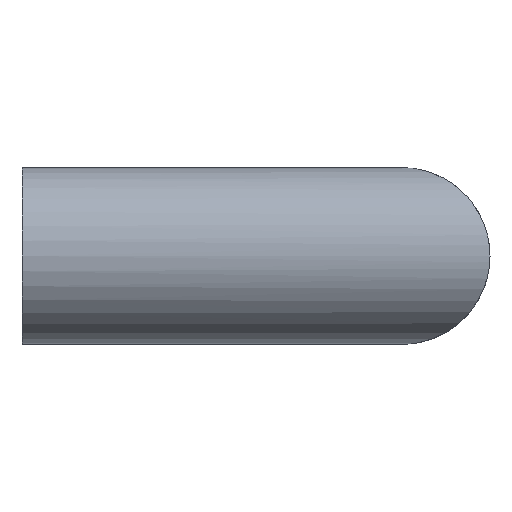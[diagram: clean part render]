
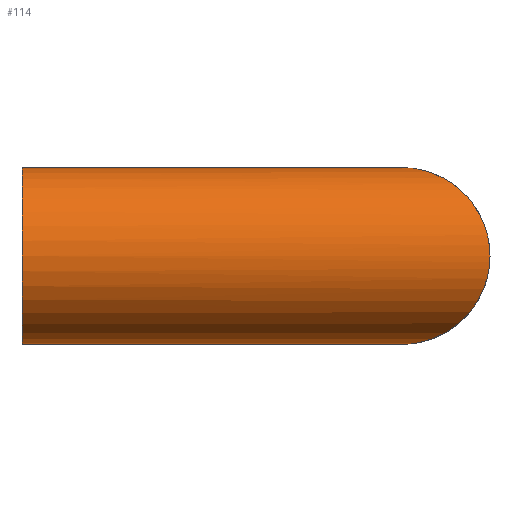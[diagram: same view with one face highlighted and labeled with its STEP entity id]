
A CAD part, left-side view. The second image highlights one B-rep face of the part: STEP entity #114.
In plain terms, the highlighted cylindrical face has radius 7 mm (diameter 14 mm), a full revolution.
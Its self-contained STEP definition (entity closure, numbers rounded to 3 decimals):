
#19=ELLIPSE('',#151,9.899,7.);
#22=CYLINDRICAL_SURFACE('',#149,7.);
#28=FACE_OUTER_BOUND('',#36,.T.);
#36=EDGE_LOOP('',(#96,#97,#98,#99));
#46=LINE('',#217,#52);
#52=VECTOR('',#182,7.);
#58=CIRCLE('',#150,7.);
#66=VERTEX_POINT('',#214);
#67=VERTEX_POINT('',#216);
#77=EDGE_CURVE('',#66,#66,#58,.T.);
#78=EDGE_CURVE('',#66,#67,#46,.T.);
#79=EDGE_CURVE('',#67,#67,#19,.T.);
#96=ORIENTED_EDGE('',*,*,#77,.F.);
#97=ORIENTED_EDGE('',*,*,#78,.T.);
#98=ORIENTED_EDGE('',*,*,#79,.T.);
#99=ORIENTED_EDGE('',*,*,#78,.F.);
#114=ADVANCED_FACE('',(#28),#22,.T.);
#149=AXIS2_PLACEMENT_3D('',#213,#178,#179);
#150=AXIS2_PLACEMENT_3D('',#215,#180,#181);
#151=AXIS2_PLACEMENT_3D('',#218,#183,#184);
#178=DIRECTION('center_axis',(0.,1.,0.));
#179=DIRECTION('ref_axis',(1.,0.,0.));
#180=DIRECTION('center_axis',(0.,1.,0.));
#181=DIRECTION('ref_axis',(1.,0.,0.));
#182=DIRECTION('',(0.,-1.,0.));
#183=DIRECTION('center_axis',(-0.707,0.707,0.));
#184=DIRECTION('ref_axis',(0.707,0.707,0.));
#213=CARTESIAN_POINT('Origin',(0.,0.,0.));
#214=CARTESIAN_POINT('',(-7.,30.,0.));
#215=CARTESIAN_POINT('Origin',(0.,30.,0.));
#216=CARTESIAN_POINT('',(-7.,-7.,0.));
#217=CARTESIAN_POINT('',(-7.,0.,0.));
#218=CARTESIAN_POINT('Origin',(0.,0.,0.));
